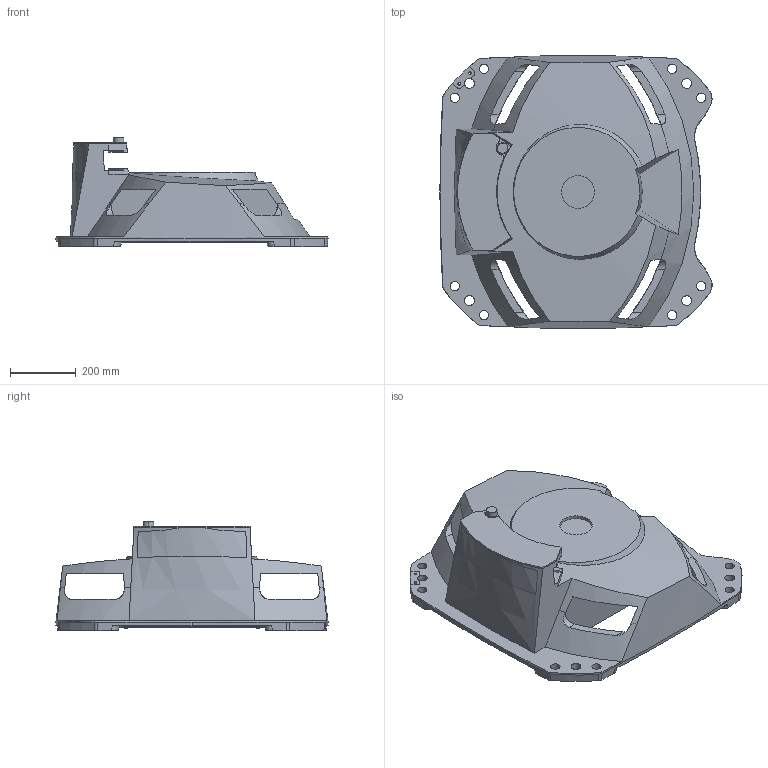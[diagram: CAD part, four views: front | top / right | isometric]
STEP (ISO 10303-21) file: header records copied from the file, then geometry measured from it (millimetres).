
FILE_DESCRIPTION (( 'STEP AP203' ), '1' );
FILE_NAME ('KR90_R3700_K_prime.stp[95]_Valor predeterminado_sldprt.STEP', '2021-01-10T23:18:48', ( '' ), ( '' ), 'SwSTEP 2.0', 'SolidWorks 2020', '' );
FILE_SCHEMA (( 'CONFIG_CONTROL_DESIGN' ));
Length unit declared in the file: millimetre
Products named in the file (1): KR90_R3700_K_prime.stp[95]_Valor predeterminado_sldprt
Bounding box: 827.32 x 828.07 x 332 mm (x, y, z)
Volume: 63789665.4 mm3; surface area: 2123171 mm2
Topology: 1 solids, 7 shells, 324 faces, 905 edges, 593 vertices
Faces by surface type: plane 116, cylinder 94, cone 65, bspline 49
Entity records: 14701 total; most frequent: CARTESIAN_POINT 6891, ORIENTED_EDGE 1802, DIRECTION 1398, EDGE_CURVE 901, VERTEX_POINT 593, AXIS2_PLACEMENT_3D 568, EDGE_LOOP 370, FACE_OUTER_BOUND 324
